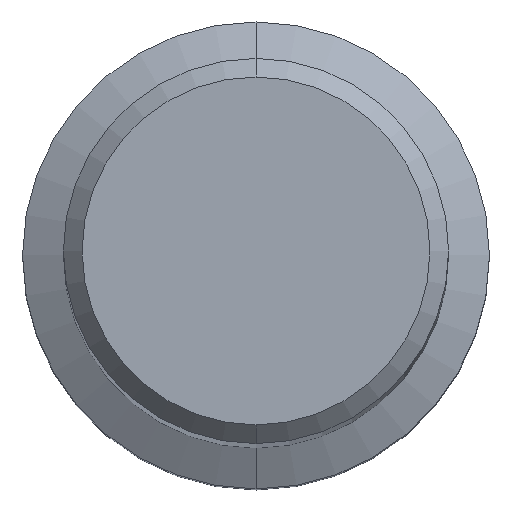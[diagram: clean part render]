
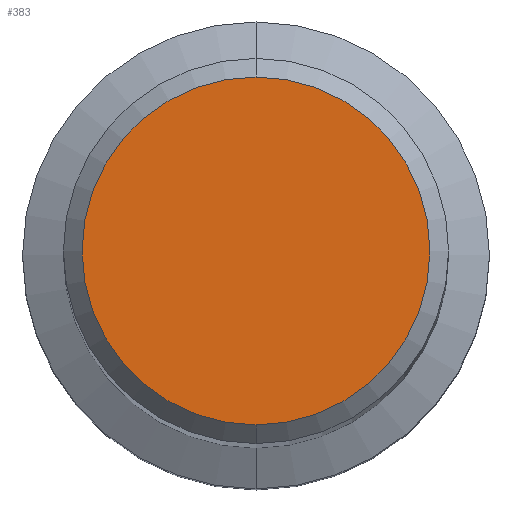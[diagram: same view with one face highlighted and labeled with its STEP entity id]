
A CAD part, top view. The second image highlights one B-rep face of the part: STEP entity #383.
In plain terms, the highlighted planar face has unit normal (0, 0, 1).
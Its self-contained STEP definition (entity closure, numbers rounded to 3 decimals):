
#307=EDGE_CURVE('',#313,#427,#670,.T.);
#313=VERTEX_POINT('',#677);
#325=EDGE_CURVE('',#427,#313,#692,.T.);
#383=ADVANCED_FACE('',(#758),#759,.T.);
#427=VERTEX_POINT('',#806);
#670=CIRCLE('',#1162,7.45);
#677=CARTESIAN_POINT('',(0.,-7.45,0.0));
#692=CIRCLE('',#1188,7.45);
#758=FACE_OUTER_BOUND('',#1305,.T.);
#759=PLANE('',#1306);
#806=CARTESIAN_POINT('',(0.0,7.45,0.0));
#1162=AXIS2_PLACEMENT_3D('',#1806,#1807,#1808);
#1188=AXIS2_PLACEMENT_3D('',#1843,#1844,#1845);
#1305=EDGE_LOOP('',(#1931,#1932));
#1306=AXIS2_PLACEMENT_3D('',#1933,#1934,#1935);
#1806=CARTESIAN_POINT('',(0.0,0.0,0.0));
#1807=DIRECTION('',(0.0,0.0,-1.0));
#1808=DIRECTION('',(0.0,1.0,0.0));
#1843=CARTESIAN_POINT('',(0.0,0.0,0.0));
#1844=DIRECTION('',(0.0,0.0,-1.0));
#1845=DIRECTION('',(0.0,1.0,0.0));
#1931=ORIENTED_EDGE('',*,*,#325,.F.);
#1932=ORIENTED_EDGE('',*,*,#307,.F.);
#1933=CARTESIAN_POINT('',(0.0,3.725,0.0));
#1934=DIRECTION('',(-0.0,0.0,1.0));
#1935=DIRECTION('',(0.0,-1.0,0.0));
